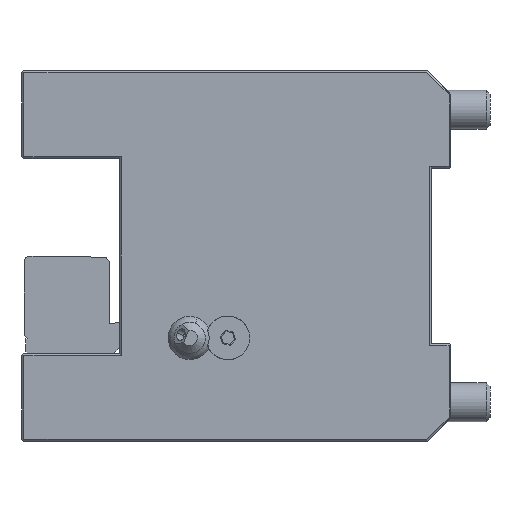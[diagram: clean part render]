
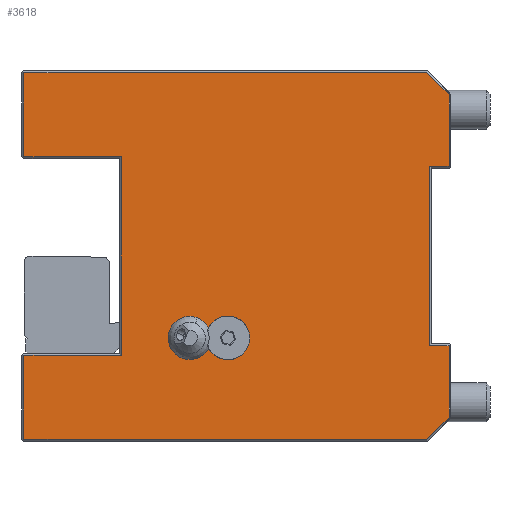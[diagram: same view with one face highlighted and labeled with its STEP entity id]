
A CAD part, left-side view. The second image highlights one B-rep face of the part: STEP entity #3618.
In plain terms, the highlighted planar face has unit normal (-1, 0, 0).
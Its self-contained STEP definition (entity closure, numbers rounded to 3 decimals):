
#21=DIRECTION('',(0.,-1.,0.));
#22=VECTOR('',#21,103.293);
#23=CARTESIAN_POINT('',(-10.,104.5,47.));
#24=LINE('',#23,#22);
#25=DIRECTION('',(0.,0.707,0.707));
#26=VECTOR('',#25,8.071);
#27=CARTESIAN_POINT('',(-10.,-4.5,41.293));
#28=LINE('',#27,#26);
#29=DIRECTION('',(0.,0.,-1.));
#30=VECTOR('',#29,18.293);
#31=CARTESIAN_POINT('',(-10.,-4.5,41.293));
#32=LINE('',#31,#30);
#33=DIRECTION('',(0.,-1.,0.));
#34=VECTOR('',#33,5.);
#35=CARTESIAN_POINT('',(-10.,0.5,23.));
#36=LINE('',#35,#34);
#37=DIRECTION('',(0.,0.,1.));
#38=VECTOR('',#37,46.);
#39=CARTESIAN_POINT('',(-10.,0.5,-23.));
#40=LINE('',#39,#38);
#41=DIRECTION('',(0.,1.,0.));
#42=VECTOR('',#41,5.);
#43=CARTESIAN_POINT('',(-10.,-4.5,-23.));
#44=LINE('',#43,#42);
#45=DIRECTION('',(0.,0.,-1.));
#46=VECTOR('',#45,18.293);
#47=CARTESIAN_POINT('',(-10.,-4.5,-23.));
#48=LINE('',#47,#46);
#49=DIRECTION('',(0.,-0.707,0.707));
#50=VECTOR('',#49,8.071);
#51=CARTESIAN_POINT('',(-10.,1.207,-47.));
#52=LINE('',#51,#50);
#53=DIRECTION('',(0.,-1.,0.));
#54=VECTOR('',#53,103.293);
#55=CARTESIAN_POINT('',(-10.,104.5,-47.));
#56=LINE('',#55,#54);
#57=DIRECTION('',(0.,0.,1.));
#58=VECTOR('',#57,21.5);
#59=CARTESIAN_POINT('',(-10.,104.5,-47.));
#60=LINE('',#59,#58);
#61=DIRECTION('',(0.,1.,0.));
#62=VECTOR('',#61,25.);
#63=CARTESIAN_POINT('',(-10.,79.5,-25.5));
#64=LINE('',#63,#62);
#65=DIRECTION('',(0.,0.,-1.));
#66=VECTOR('',#65,51.);
#67=CARTESIAN_POINT('',(-10.,79.5,25.5));
#68=LINE('',#67,#66);
#69=DIRECTION('',(0.,-1.,0.));
#70=VECTOR('',#69,25.);
#71=CARTESIAN_POINT('',(-10.,104.5,25.5));
#72=LINE('',#71,#70);
#73=DIRECTION('',(0.,0.,1.));
#74=VECTOR('',#73,21.5);
#75=CARTESIAN_POINT('',(-10.,104.5,25.5));
#76=LINE('',#75,#74);
#77=CARTESIAN_POINT('',(-10.,62.,-21.));
#78=DIRECTION('',(-1.,0.,0.));
#79=DIRECTION('',(0.,-0.964,0.265));
#80=AXIS2_PLACEMENT_3D('',#77,#78,#79);
#82=CARTESIAN_POINT('',(-10.,62.,-21.));
#83=DIRECTION('',(-1.,0.,0.));
#84=DIRECTION('',(0.,-0.353,0.936));
#85=AXIS2_PLACEMENT_3D('',#82,#83,#84);
#87=CARTESIAN_POINT('',(-10.,62.,-21.));
#88=DIRECTION('',(-1.,0.,0.));
#89=DIRECTION('',(0.,0.353,-0.936));
#90=AXIS2_PLACEMENT_3D('',#87,#88,#89);
#2448=CARTESIAN_POINT('',(-10.,52.2,-21.));
#2449=DIRECTION('',(1.,0.,0.));
#2450=DIRECTION('',(0.,0.95,0.312));
#2451=AXIS2_PLACEMENT_3D('',#2448,#2449,#2450);
#2479=CARTESIAN_POINT('',(-10.,56.666,-22.465));
#2496=CARTESIAN_POINT('',(-10.,56.666,-19.535));
#2957=CARTESIAN_POINT('',(-10.,104.5,47.));
#2958=CARTESIAN_POINT('',(-10.,1.207,47.));
#2959=VERTEX_POINT('',#2957);
#2960=VERTEX_POINT('',#2958);
#2965=CARTESIAN_POINT('',(-10.,104.5,25.5));
#2966=VERTEX_POINT('',#2965);
#2975=CARTESIAN_POINT('',(-10.,79.5,25.5));
#2976=VERTEX_POINT('',#2975);
#2977=CARTESIAN_POINT('',(-10.,79.5,-25.5));
#2978=VERTEX_POINT('',#2977);
#2981=CARTESIAN_POINT('',(-10.,104.5,-25.5));
#2982=VERTEX_POINT('',#2981);
#2983=CARTESIAN_POINT('',(-10.,104.5,-47.));
#2984=VERTEX_POINT('',#2983);
#2991=CARTESIAN_POINT('',(-10.,1.207,-47.));
#2992=VERTEX_POINT('',#2991);
#3068=CARTESIAN_POINT('',(-10.,-4.5,-41.293));
#3070=VERTEX_POINT('',#3068);
#3080=CARTESIAN_POINT('',(-10.,0.5,-23.));
#3082=VERTEX_POINT('',#3080);
#3095=CARTESIAN_POINT('',(-10.,-4.5,41.293));
#3096=VERTEX_POINT('',#3095);
#3097=CARTESIAN_POINT('',(-10.,-4.5,23.));
#3098=VERTEX_POINT('',#3097);
#3107=CARTESIAN_POINT('',(-10.,0.5,23.));
#3108=VERTEX_POINT('',#3107);
#3111=CARTESIAN_POINT('',(-10.,-4.5,-23.));
#3112=VERTEX_POINT('',#3111);
#3289=CARTESIAN_POINT('',(-10.,60.05,-15.824));
#3290=CARTESIAN_POINT('',(-10.,63.95,-26.176));
#3291=VERTEX_POINT('',#3289);
#3292=VERTEX_POINT('',#3290);
#3339=VERTEX_POINT('',#2479);
#3340=VERTEX_POINT('',#2496);
#3574=CARTESIAN_POINT('',(-10.,-5.,-47.5));
#3575=DIRECTION('',(-1.,0.,0.));
#3576=DIRECTION('',(0.,0.,1.));
#3577=AXIS2_PLACEMENT_3D('',#3574,#3575,#3576);
#3578=PLANE('',#3577);
#3580=ORIENTED_EDGE('',*,*,#3579,.T.);
#3582=ORIENTED_EDGE('',*,*,#3581,.F.);
#3583=ORIENTED_EDGE('',*,*,#3562,.T.);
#3585=ORIENTED_EDGE('',*,*,#3584,.F.);
#3587=ORIENTED_EDGE('',*,*,#3586,.F.);
#3589=ORIENTED_EDGE('',*,*,#3588,.F.);
#3591=ORIENTED_EDGE('',*,*,#3590,.T.);
#3593=ORIENTED_EDGE('',*,*,#3592,.F.);
#3595=ORIENTED_EDGE('',*,*,#3594,.F.);
#3597=ORIENTED_EDGE('',*,*,#3596,.T.);
#3599=ORIENTED_EDGE('',*,*,#3598,.F.);
#3601=ORIENTED_EDGE('',*,*,#3600,.F.);
#3603=ORIENTED_EDGE('',*,*,#3602,.F.);
#3605=ORIENTED_EDGE('',*,*,#3604,.T.);
#3606=EDGE_LOOP('',(#3580,#3582,#3583,#3585,#3587,#3589,#3591,#3593,#3595,#3597,
#3599,#3601,#3603,#3605));
#3607=FACE_OUTER_BOUND('',#3606,.F.);
#3609=ORIENTED_EDGE('',*,*,#3608,.F.);
#3611=ORIENTED_EDGE('',*,*,#3610,.T.);
#3613=ORIENTED_EDGE('',*,*,#3612,.T.);
#3615=ORIENTED_EDGE('',*,*,#3614,.T.);
#3616=EDGE_LOOP('',(#3609,#3611,#3613,#3615));
#3617=FACE_BOUND('',#3616,.F.);
#81=CIRCLE('',#80,5.531);
#86=CIRCLE('',#85,5.531);
#91=CIRCLE('',#90,5.531);
#2452=CIRCLE('',#2451,4.7);
#3562=EDGE_CURVE('',#3096,#3098,#32,.T.);
#3579=EDGE_CURVE('',#2959,#2960,#24,.T.);
#3581=EDGE_CURVE('',#3096,#2960,#28,.T.);
#3584=EDGE_CURVE('',#3108,#3098,#36,.T.);
#3586=EDGE_CURVE('',#3082,#3108,#40,.T.);
#3588=EDGE_CURVE('',#3112,#3082,#44,.T.);
#3590=EDGE_CURVE('',#3112,#3070,#48,.T.);
#3592=EDGE_CURVE('',#2992,#3070,#52,.T.);
#3594=EDGE_CURVE('',#2984,#2992,#56,.T.);
#3596=EDGE_CURVE('',#2984,#2982,#60,.T.);
#3598=EDGE_CURVE('',#2978,#2982,#64,.T.);
#3600=EDGE_CURVE('',#2976,#2978,#68,.T.);
#3602=EDGE_CURVE('',#2966,#2976,#72,.T.);
#3604=EDGE_CURVE('',#2966,#2959,#76,.T.);
#3608=EDGE_CURVE('',#3340,#3339,#2452,.T.);
#3610=EDGE_CURVE('',#3340,#3291,#81,.T.);
#3612=EDGE_CURVE('',#3291,#3292,#86,.T.);
#3614=EDGE_CURVE('',#3292,#3339,#91,.T.);
#3618=ADVANCED_FACE('',(#3607,#3617),#3578,.T.);
